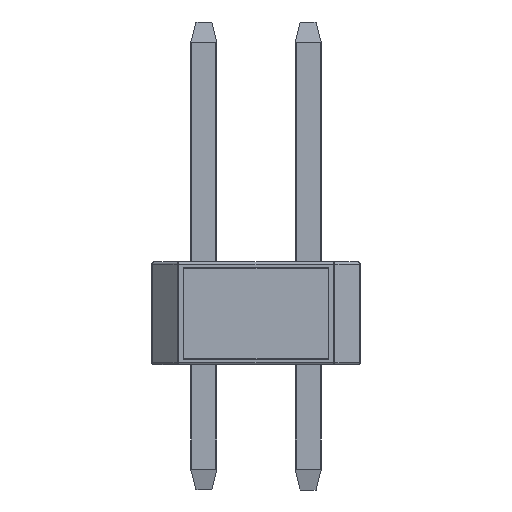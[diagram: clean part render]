
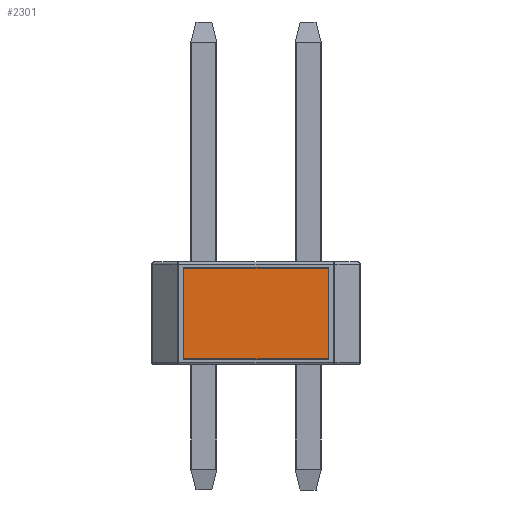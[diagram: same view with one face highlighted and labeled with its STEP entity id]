
A CAD part, left-side view. The second image highlights one B-rep face of the part: STEP entity #2301.
In plain terms, the highlighted planar face has unit normal (-1, 0, 0).
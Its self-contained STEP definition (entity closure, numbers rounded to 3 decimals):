
#350=FACE_OUTER_BOUND('',#476,.T.);
#476=EDGE_LOOP('',(#1878,#1879,#1880,#1881));
#615=LINE('',#3568,#831);
#616=LINE('',#3573,#832);
#619=LINE('',#3581,#835);
#621=LINE('',#3584,#837);
#831=VECTOR('',#2855,10.);
#832=VECTOR('',#2860,10.);
#835=VECTOR('',#2869,10.);
#837=VECTOR('',#2873,10.);
#1028=VERTEX_POINT('',#3565);
#1029=VERTEX_POINT('',#3567);
#1030=VERTEX_POINT('',#3571);
#1031=VERTEX_POINT('',#3572);
#1244=EDGE_CURVE('',#1029,#1028,#615,.T.);
#1246=EDGE_CURVE('',#1030,#1031,#616,.T.);
#1251=EDGE_CURVE('',#1028,#1030,#619,.T.);
#1253=EDGE_CURVE('',#1031,#1029,#621,.T.);
#1878=ORIENTED_EDGE('',*,*,#1251,.T.);
#1879=ORIENTED_EDGE('',*,*,#1246,.T.);
#1880=ORIENTED_EDGE('',*,*,#1253,.T.);
#1881=ORIENTED_EDGE('',*,*,#1244,.T.);
#2064=PLANE('',#2547);
#2301=ADVANCED_FACE('',(#350),#2064,.T.);
#2547=AXIS2_PLACEMENT_3D('',#3782,#3124,#3125);
#2855=DIRECTION('',(0.,1.,0.));
#2860=DIRECTION('',(0.,-1.,0.));
#2869=DIRECTION('',(0.,0.,-1.));
#2873=DIRECTION('',(0.,0.,1.));
#3124=DIRECTION('center_axis',(-1.,0.,0.));
#3125=DIRECTION('ref_axis',(0.,0.,1.));
#3565=CARTESIAN_POINT('',(-1.27,3.023,2.35));
#3567=CARTESIAN_POINT('',(-1.27,-0.488,2.35));
#3568=CARTESIAN_POINT('',(-1.27,3.023,2.35));
#3571=CARTESIAN_POINT('',(-1.27,3.023,0.15));
#3572=CARTESIAN_POINT('',(-1.27,-0.488,0.15));
#3573=CARTESIAN_POINT('',(-1.27,-0.488,0.15));
#3581=CARTESIAN_POINT('',(-1.27,3.023,0.15));
#3584=CARTESIAN_POINT('',(-1.27,-0.488,2.35));
#3782=CARTESIAN_POINT('Origin',(-1.27,1.268,1.25));
